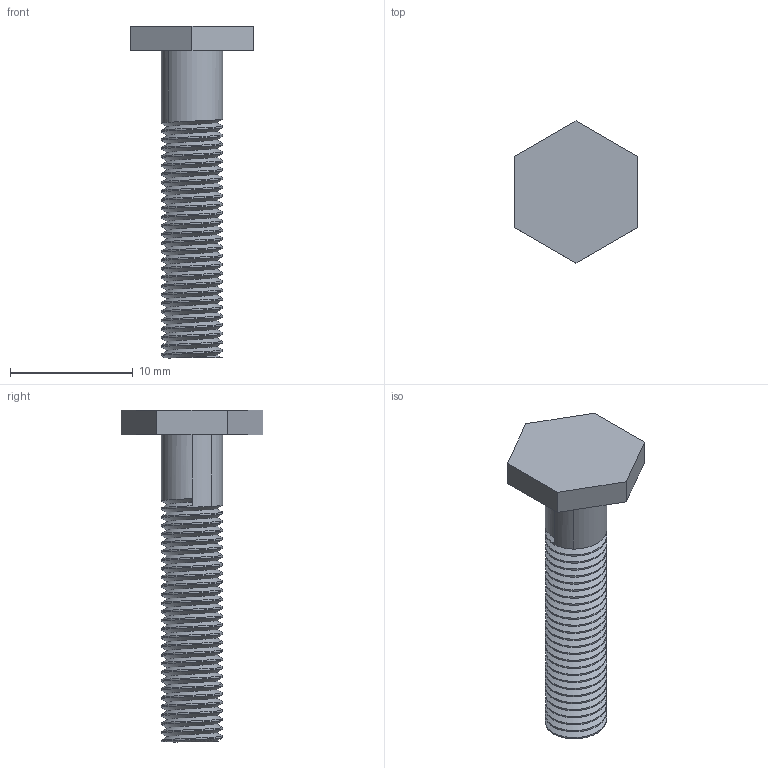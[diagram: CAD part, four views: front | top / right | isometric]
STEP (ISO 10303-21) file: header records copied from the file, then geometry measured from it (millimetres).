
FILE_DESCRIPTION(('STEP AP203'), '1');
FILE_NAME('櫻蠉錪 搿錓 M5x25', '', ('UNSPECIFIED'), ('UNSPECIFIED'), 'C3D Converter', 'C3D Toolkit', '');
FILE_SCHEMA(('CONFIG_CONTROL_DESIGN'));
Length unit declared in the file: millimetre
Bounding box: 10 x 11.55 x 27 mm (x, y, z)
Volume: 605.1 mm3; surface area: 834.7 mm2
Topology: 1 solids, 1 shells, 44 faces, 124 edges, 84 vertices
Faces by surface type: cylinder 32, plane 10, bspline 2
Entity records: 13384 total; most frequent: CARTESIAN_POINT 11992, ORIENTED_EDGE 246, DIRECTION 144, EDGE_CURVE 123, VERTEX_POINT 82, B_SPLINE_CURVE_WITH_KNOTS 67, LINE 52, VECTOR 52
